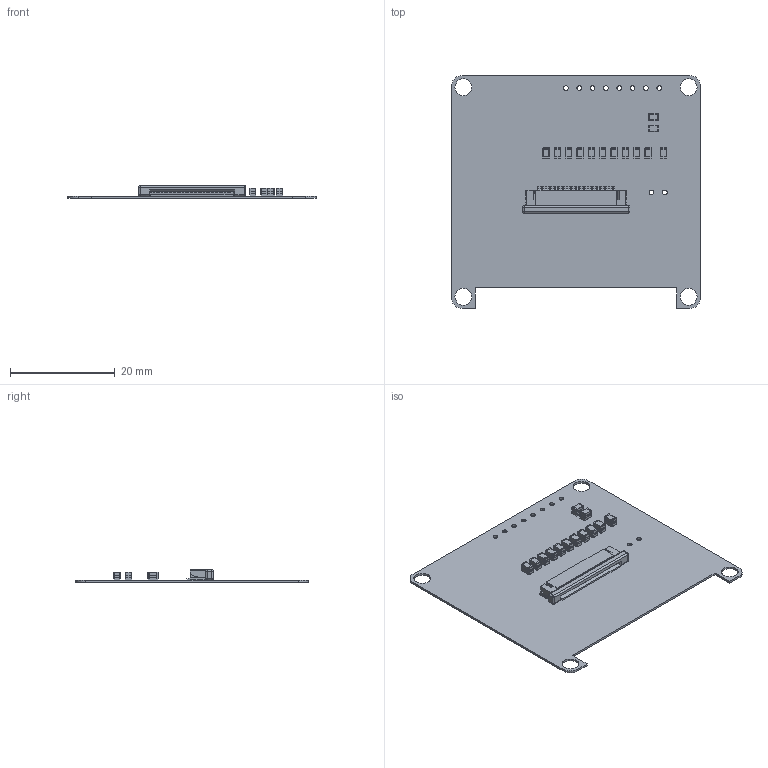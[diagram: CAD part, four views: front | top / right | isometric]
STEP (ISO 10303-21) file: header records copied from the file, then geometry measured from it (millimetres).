
FILE_DESCRIPTION(('Open CASCADE Model'),'2;1');
FILE_NAME('Open CASCADE Shape Model','2018-03-07T13:11:25',('Author'),( 'Open CASCADE'),'Open CASCADE STEP processor 6.8','Open CASCADE 6.8' ,'Unknown');
FILE_SCHEMA(('AUTOMOTIVE_DESIGN { 1 0 10303 214 1 1 1 1 }'));
Length unit declared in the file: millimetre
Products named in the file (18): PCB; Board; CON1; c-3-1734592-0-c-3d; C1; CAPC2012X95N_EIA_0805; C2; C3; C4; C5; C6; C7; C8; C9; C10; C11; C13; C12
Assembly tree (42 placements, depth 3):
  PCB
    Board
    CON1
      c-3-1734592-0-c-3d
    C1
      CAPC2012X95N_EIA_0805  x2
    C2
      CAPC2012X95N_EIA_0805  x2
    C3
      CAPC2012X95N_EIA_0805  x2
    C4
      CAPC2012X95N_EIA_0805  x2
    C5
      CAPC2012X95N_EIA_0805  x2
    C6
      CAPC2012X95N_EIA_0805  x2
    C7
      CAPC2012X95N_EIA_0805  x2
    C8
      CAPC2012X95N_EIA_0805  x2
    C9
      CAPC2012X95N_EIA_0805  x2
    C10
      CAPC2012X95N_EIA_0805  x2
    C11
      CAPC2012X95N_EIA_0805  x2
    C13
      CAPC2012X95N_EIA_0805  x2
    C12
      CAPC2012X95N_EIA_0805  x2
Bounding box: 47.4 x 44.4 x 2.47 mm (x, y, z)
Volume: 990.6 mm3; surface area: 4652 mm2
Topology: 28 solids, 28 shells, 1644 faces, 3820 edges, 2044 vertices
Faces by surface type: plane 830, cylinder 598, sphere 216
Full cylindrical faces by diameter (mm): 0.9 x10, 3.2 x4
Entity records: 19286 total; most frequent: CARTESIAN_POINT 3323, ORIENTED_EDGE 3224, DIRECTION 3068, EDGE_CURVE 1612, LINE 1418, VECTOR 1418, VERTEX_POINT 1044, AXIS2_PLACEMENT_3D 825
